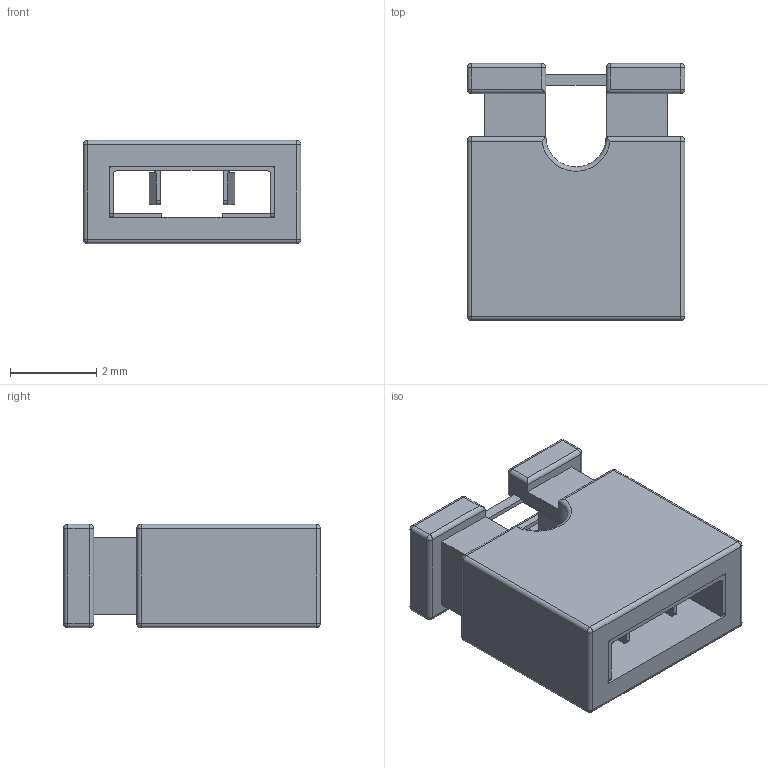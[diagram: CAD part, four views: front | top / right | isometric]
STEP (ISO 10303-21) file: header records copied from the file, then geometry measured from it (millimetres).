
FILE_DESCRIPTION(('FreeCAD Model'),'2;1');
FILE_NAME('Open CASCADE Shape Model','2025-02-05T13:32:48',(''),(''), 'Open CASCADE STEP processor 7.6','FreeCAD','Unknown');
FILE_SCHEMA(('AUTOMOTIVE_DESIGN { 1 0 10303 214 1 1 1 1 }'));
Length unit declared in the file: millimetre
Products named in the file (3): Jumper Assembly; Jumper Body; Metal Insert
Assembly tree (2 placements, depth 2):
  Jumper Assembly
    Jumper Body
    Metal Insert
Bounding box: 5.05 x 5.96 x 2.4 mm (x, y, z)
Volume: 40.7 mm3; surface area: 230.4 mm2
Topology: 2 solids, 2 shells, 153 faces, 388 edges, 218 vertices
Faces by surface type: plane 69, cylinder 62, sphere 20, torus 2
Entity records: 5437 total; most frequent: CARTESIAN_POINT 856, DIRECTION 760, ORIENTED_EDGE 736, EDGE_CURVE 368, AXIS2_PLACEMENT_3D 254, LINE 252, VECTOR 252, VERTEX_POINT 218
